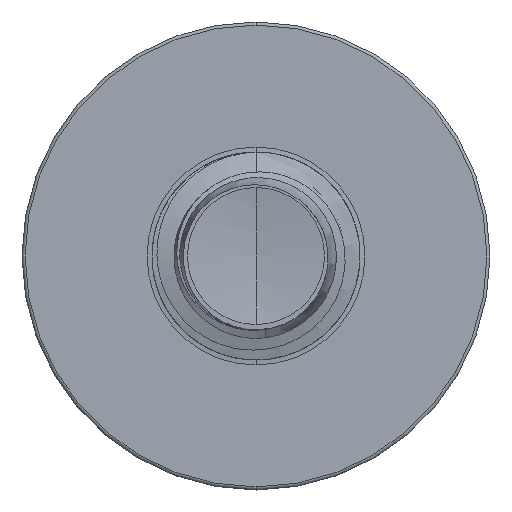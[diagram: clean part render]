
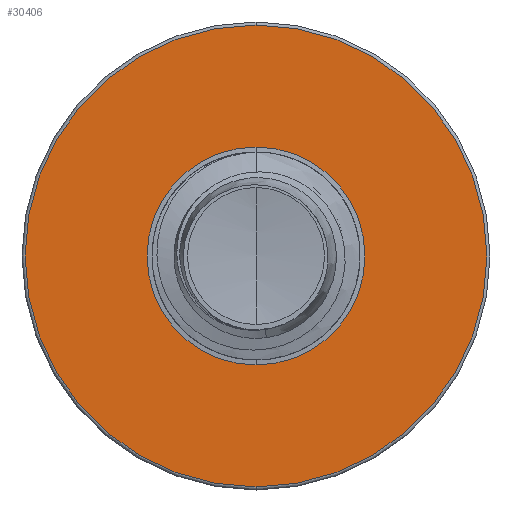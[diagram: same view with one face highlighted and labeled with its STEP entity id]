
A CAD part, front view. The second image highlights one B-rep face of the part: STEP entity #30406.
In plain terms, the highlighted planar face has unit normal (0, -1, 0).
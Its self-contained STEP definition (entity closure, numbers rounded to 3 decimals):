
#85 = CARTESIAN_POINT ( 'NONE',  ( 0., 35., 4.192 ) ) ;
#588 = ORIENTED_EDGE ( 'NONE', *, *, #7734, .F. ) ;
#1708 = DIRECTION ( 'NONE',  ( 0., 1., 0. ) ) ;
#1756 = EDGE_CURVE ( 'NONE', #6507, #5188, #8097, .T. ) ;
#2767 = AXIS2_PLACEMENT_3D ( 'NONE', #20838, #1708, #23647 ) ;
#3123 = ORIENTED_EDGE ( 'NONE', *, *, #20471, .F. ) ;
#3293 = ORIENTED_EDGE ( 'NONE', *, *, #1756, .T. ) ;
#5188 = VERTEX_POINT ( 'NONE', #85 ) ;
#6373 = EDGE_LOOP ( 'NONE', ( #588, #3123 ) ) ;
#6507 = VERTEX_POINT ( 'NONE', #7419 ) ;
#7419 = CARTESIAN_POINT ( 'NONE',  ( 0., 35., -4.192 ) ) ;
#7734 = EDGE_CURVE ( 'NONE', #31334, #25975, #9361, .T. ) ;
#7808 = EDGE_LOOP ( 'NONE', ( #15354, #3293 ) ) ;
#8097 = CIRCLE ( 'NONE', #22143, 4.192 ) ;
#8184 = CIRCLE ( 'NONE', #18699, 8.88 ) ;
#9361 = CIRCLE ( 'NONE', #11976, 8.88 ) ;
#11976 = AXIS2_PLACEMENT_3D ( 'NONE', #39078, #39022, #38986 ) ;
#13815 = CARTESIAN_POINT ( 'NONE',  ( 0., 35., 8.88 ) ) ;
#15354 = ORIENTED_EDGE ( 'NONE', *, *, #22357, .T. ) ;
#15528 = CARTESIAN_POINT ( 'NONE',  ( 0., 35., 0. ) ) ;
#16013 = DIRECTION ( 'NONE',  ( 0., 0., 1. ) ) ;
#18522 = DIRECTION ( 'NONE',  ( 0., 0., 1. ) ) ;
#18699 = AXIS2_PLACEMENT_3D ( 'NONE', #15528, #35135, #18522 ) ;
#19649 = FACE_BOUND ( 'NONE', #7808, .T. ) ;
#20471 = EDGE_CURVE ( 'NONE', #25975, #31334, #8184, .T. ) ;
#20838 = CARTESIAN_POINT ( 'NONE',  ( 0., 35., 0. ) ) ;
#22143 = AXIS2_PLACEMENT_3D ( 'NONE', #26111, #26069, #25990 ) ;
#22357 = EDGE_CURVE ( 'NONE', #5188, #6507, #32637, .T. ) ;
#23647 = DIRECTION ( 'NONE',  ( 0., 0., 1. ) ) ;
#24479 = DIRECTION ( 'NONE',  ( 0., 1., 0. ) ) ;
#25975 = VERTEX_POINT ( 'NONE', #35574 ) ;
#25990 = DIRECTION ( 'NONE',  ( 0., 0., 1. ) ) ;
#26069 = DIRECTION ( 'NONE',  ( 0., 1., 0. ) ) ;
#26111 = CARTESIAN_POINT ( 'NONE',  ( 0., 35., 0. ) ) ;
#27072 = FACE_OUTER_BOUND ( 'NONE', #6373, .T. ) ;
#27269 = PLANE ( 'NONE',  #37201 ) ;
#30003 = CARTESIAN_POINT ( 'NONE',  ( 0., 35., -4.192 ) ) ;
#30406 = ADVANCED_FACE ( 'NONE', ( #27072, #19649 ), #27269, .F. ) ;
#31334 = VERTEX_POINT ( 'NONE', #13815 ) ;
#32637 = CIRCLE ( 'NONE', #2767, 4.192 ) ;
#35135 = DIRECTION ( 'NONE',  ( 0., 1., 0. ) ) ;
#35574 = CARTESIAN_POINT ( 'NONE',  ( 0., 35., -8.88 ) ) ;
#37201 = AXIS2_PLACEMENT_3D ( 'NONE', #30003, #24479, #16013 ) ;
#38986 = DIRECTION ( 'NONE',  ( 0., 0., 1. ) ) ;
#39022 = DIRECTION ( 'NONE',  ( 0., 1., 0. ) ) ;
#39078 = CARTESIAN_POINT ( 'NONE',  ( 0., 35., 0. ) ) ;
